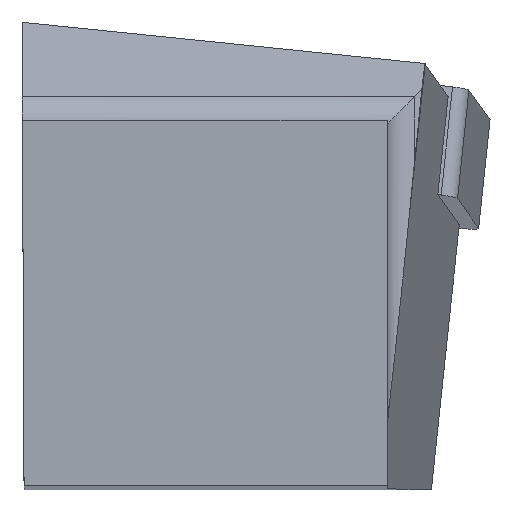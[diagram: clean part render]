
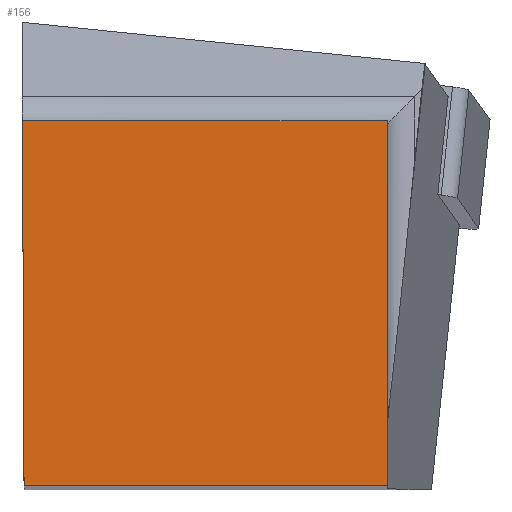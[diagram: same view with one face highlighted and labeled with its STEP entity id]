
A CAD part, top view. The second image highlights one B-rep face of the part: STEP entity #156.
In plain terms, the highlighted planar face has unit normal (0, 0, 1).
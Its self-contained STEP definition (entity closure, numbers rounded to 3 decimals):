
#125=FACE_OUTER_BOUND('',#336,.T.);
#156=ADVANCED_FACE('SHANK_FACE_BACK',(#125),#184,.F.);
#184=PLANE('',#761);
#233=LINE('',#1151,#289);
#236=LINE('',#1159,#292);
#237=LINE('',#1161,#293);
#238=LINE('',#1163,#294);
#289=VECTOR('',#895,1.);
#292=VECTOR('',#902,1.);
#293=VECTOR('',#903,1.);
#294=VECTOR('',#904,1.);
#336=EDGE_LOOP('',(#441,#442,#443,#444));
#441=ORIENTED_EDGE('',*,*,#620,.F.);
#442=ORIENTED_EDGE('',*,*,#624,.T.);
#443=ORIENTED_EDGE('',*,*,#625,.T.);
#444=ORIENTED_EDGE('',*,*,#626,.F.);
#553=VERTEX_POINT('',#1150);
#554=VERTEX_POINT('',#1152);
#557=VERTEX_POINT('',#1160);
#558=VERTEX_POINT('',#1162);
#620=EDGE_CURVE('',#553,#554,#233,.T.);
#624=EDGE_CURVE('',#553,#557,#236,.T.);
#625=EDGE_CURVE('',#557,#558,#237,.T.);
#626=EDGE_CURVE('',#554,#558,#238,.T.);
#761=AXIS2_PLACEMENT_3D('',#1164,#905,#906);
#895=DIRECTION('',(-0.004,1.,0.));
#902=DIRECTION('',(1.,0.,0.));
#903=DIRECTION('',(0.,1.,0.));
#904=DIRECTION('',(1.,0.,0.));
#905=DIRECTION('',(0.,0.,-1.));
#906=DIRECTION('',(-0.995,0.105,0.));
#1150=CARTESIAN_POINT('',(0.069,0.,0.));
#1151=CARTESIAN_POINT('',(0.593,-120.144,0.));
#1152=CARTESIAN_POINT('',(0.,15.875,0.));
#1159=CARTESIAN_POINT('',(-6.294,0.,0.));
#1160=CARTESIAN_POINT('',(15.875,0.,0.));
#1161=CARTESIAN_POINT('',(15.875,-6.294,0.));
#1162=CARTESIAN_POINT('',(15.875,15.875,0.));
#1163=CARTESIAN_POINT('',(-6.294,15.875,0.));
#1164=CARTESIAN_POINT('',(0.,0.,
0.));
